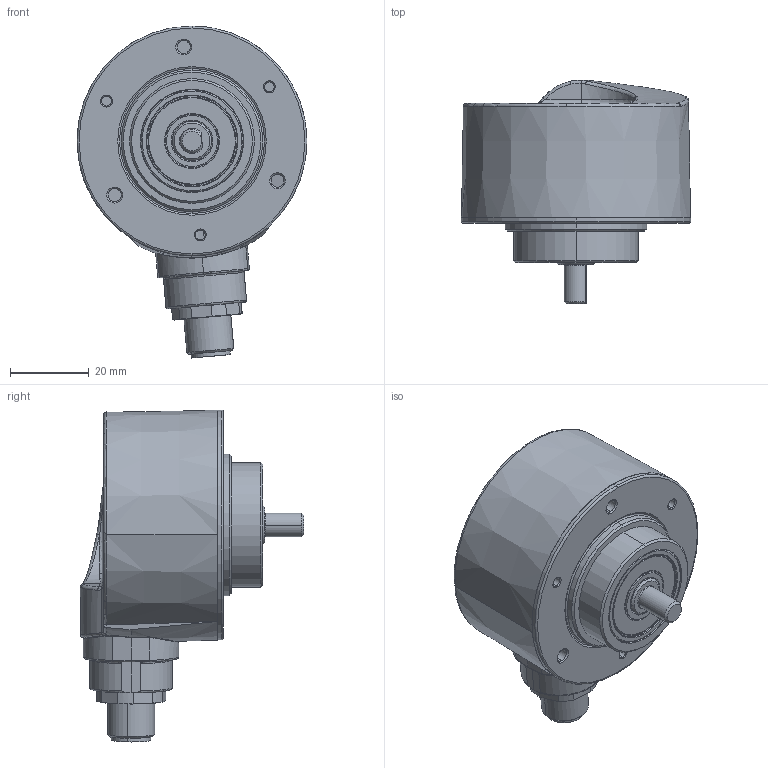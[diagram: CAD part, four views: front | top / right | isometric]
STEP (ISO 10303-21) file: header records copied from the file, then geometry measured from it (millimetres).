
FILE_DESCRIPTION (( 'STEP AP203' ), '1' );
FILE_NAME ('M156.STEP', '2021-10-22T07:40:57', ( '' ), ( '' ), 'SwSTEP 2.0', 'SolidWorks 2020', '' );
FILE_SCHEMA (( 'CONFIG_CONTROL_DESIGN' ));
Length unit declared in the file: millimetre
Products named in the file (1): M156
Bounding box: 58.5 x 56.98 x 84.48 mm (x, y, z)
Surface area: 16402.6 mm2 (no closed solid volume)
Topology: 0 solids, 13 shells, 205 faces, 490 edges, 310 vertices
Faces by surface type: cylinder 70, plane 47, cone 40, torus 24, bspline 24
Entity records: 8910 total; most frequent: CARTESIAN_POINT 4350, DIRECTION 910, ORIENTED_EDGE 909, EDGE_CURVE 490, AXIS2_PLACEMENT_3D 385, VERTEX_POINT 310, EDGE_LOOP 227, ADVANCED_FACE 205
